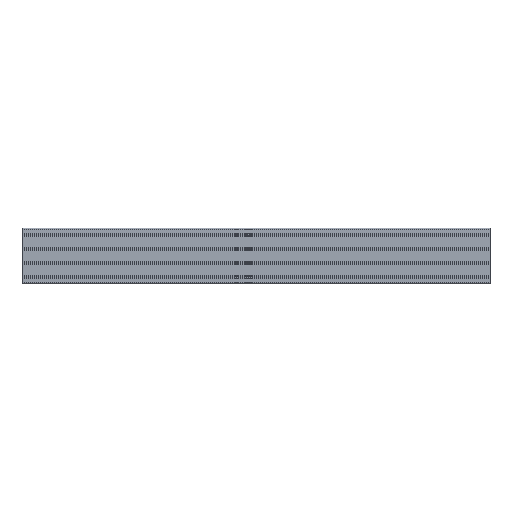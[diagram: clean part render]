
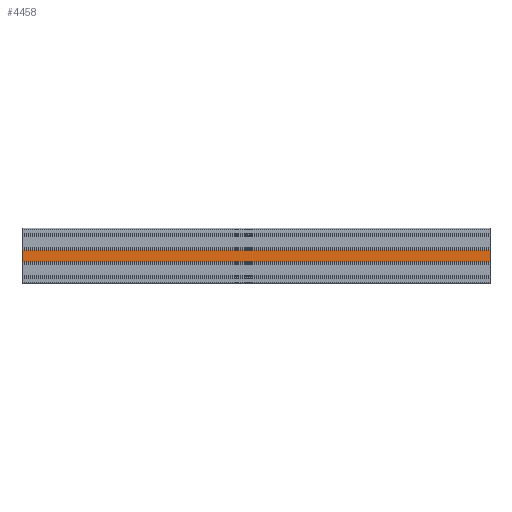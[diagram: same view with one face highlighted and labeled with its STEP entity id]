
A CAD part, top view. The second image highlights one B-rep face of the part: STEP entity #4458.
In plain terms, the highlighted planar face has unit normal (0, 0, 1).
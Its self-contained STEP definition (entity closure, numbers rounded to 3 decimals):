
#150=PLANE('',#4800);
#360=FACE_OUTER_BOUND('',#580,.T.);
#580=EDGE_LOOP('',(#3596,#3597,#3598,#3599));
#1046=LINE('',#7139,#1560);
#1047=LINE('',#7142,#1561);
#1048=LINE('',#7144,#1562);
#1049=LINE('',#7145,#1563);
#1560=VECTOR('',#5850,1.);
#1561=VECTOR('',#5853,1.);
#1562=VECTOR('',#5854,1.);
#1563=VECTOR('',#5855,1.);
#2162=VERTEX_POINT('',#7135);
#2163=VERTEX_POINT('',#7137);
#2164=VERTEX_POINT('',#7141);
#2165=VERTEX_POINT('',#7143);
#2770=EDGE_CURVE('',#2162,#2163,#1046,.T.);
#2771=EDGE_CURVE('',#2162,#2164,#1047,.T.);
#2772=EDGE_CURVE('',#2165,#2163,#1048,.T.);
#2773=EDGE_CURVE('',#2164,#2165,#1049,.T.);
#3596=ORIENTED_EDGE('',*,*,#2771,.F.);
#3597=ORIENTED_EDGE('',*,*,#2770,.T.);
#3598=ORIENTED_EDGE('',*,*,#2772,.F.);
#3599=ORIENTED_EDGE('',*,*,#2773,.F.);
#4458=ADVANCED_FACE('',(#360),#150,.T.);
#4800=AXIS2_PLACEMENT_3D('',#7140,#5851,#5852);
#5850=DIRECTION('',(1.,0.,0.));
#5851=DIRECTION('center_axis',(0.,0.,1.));
#5852=DIRECTION('ref_axis',(0.,-1.,0.));
#5853=DIRECTION('',(0.,1.,0.));
#5854=DIRECTION('',(0.,-1.,0.));
#5855=DIRECTION('',(1.,0.,0.));
#7135=CARTESIAN_POINT('',(0.,71.739,45.));
#7137=CARTESIAN_POINT('',(1524.,71.739,45.));
#7139=CARTESIAN_POINT('',(0.,71.739,45.));
#7140=CARTESIAN_POINT('Origin',(0.,108.261,45.));
#7141=CARTESIAN_POINT('',(0.,108.261,45.));
#7142=CARTESIAN_POINT('',(0.,71.739,45.));
#7143=CARTESIAN_POINT('',(1524.,108.261,45.));
#7144=CARTESIAN_POINT('',(1524.,71.739,45.));
#7145=CARTESIAN_POINT('',(0.,108.261,45.));
